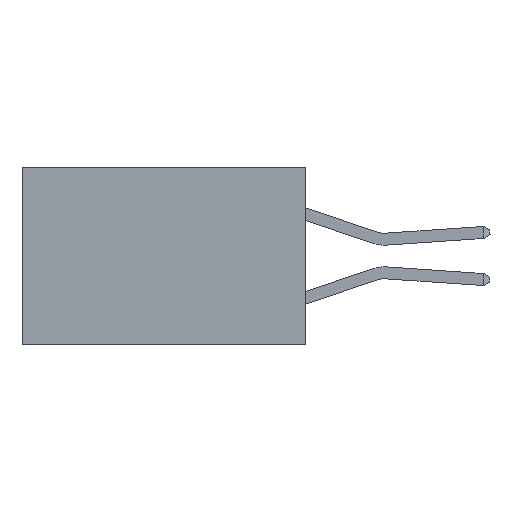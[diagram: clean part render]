
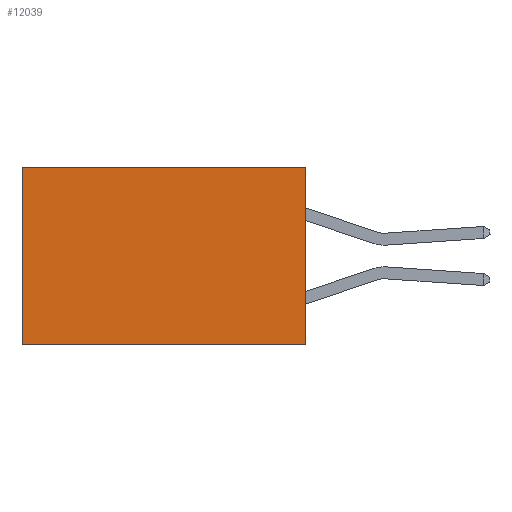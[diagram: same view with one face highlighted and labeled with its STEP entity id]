
A CAD part, left-side view. The second image highlights one B-rep face of the part: STEP entity #12039.
In plain terms, the highlighted planar face has unit normal (-1, 0, 0).
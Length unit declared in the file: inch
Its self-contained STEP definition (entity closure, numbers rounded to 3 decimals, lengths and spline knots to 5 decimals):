
#116 = VECTOR ( 'NONE', #19866, 39.37008 ) ;
#944 = VECTOR ( 'NONE', #6397, 39.37008 ) ;
#1029 = CARTESIAN_POINT ( 'NONE',  ( 0.277, 0., -0.37 ) ) ;
#1162 = DIRECTION ( 'NONE',  ( 0., 0., -1. ) ) ;
#1213 = VERTEX_POINT ( 'NONE', #19214 ) ;
#1331 = DIRECTION ( 'NONE',  ( 1., 0., 0. ) ) ;
#1640 = LINE ( 'NONE', #4116, #944 ) ;
#2489 = CARTESIAN_POINT ( 'NONE',  ( 0.277, 0., 0. ) ) ;
#4116 = CARTESIAN_POINT ( 'NONE',  ( 0.277, 0.59, -0.37 ) ) ;
#6039 = CARTESIAN_POINT ( 'NONE',  ( 0.277, 0., 0. ) ) ;
#6397 = DIRECTION ( 'NONE',  ( 0., 0., -1. ) ) ;
#7966 = VERTEX_POINT ( 'NONE', #15208 ) ;
#8523 = EDGE_CURVE ( 'NONE', #22760, #7966, #13865, .T. ) ;
#10613 = DIRECTION ( 'NONE',  ( 0., 1., 0. ) ) ;
#11146 = LINE ( 'NONE', #6039, #22316 ) ;
#11151 = CARTESIAN_POINT ( 'NONE',  ( 0.277, 0.59, -0.37 ) ) ;
#11294 = VERTEX_POINT ( 'NONE', #11151 ) ;
#12039 = ADVANCED_FACE ( 'NONE', ( #16507 ), #28004, .F. ) ;
#13123 = CARTESIAN_POINT ( 'NONE',  ( 0.277, 0., -0.37 ) ) ;
#13187 = ORIENTED_EDGE ( 'NONE', *, *, #27294, .T. ) ;
#13865 = LINE ( 'NONE', #1029, #20500 ) ;
#14899 = CARTESIAN_POINT ( 'NONE',  ( 0.277, 0., -0.37 ) ) ;
#14989 = AXIS2_PLACEMENT_3D ( 'NONE', #14899, #1331, #17153 ) ;
#15208 = CARTESIAN_POINT ( 'NONE',  ( 0.277, 0., -0.37 ) ) ;
#16507 = FACE_OUTER_BOUND ( 'NONE', #20732, .T. ) ;
#17037 = ORIENTED_EDGE ( 'NONE', *, *, #22563, .F. ) ;
#17153 = DIRECTION ( 'NONE',  ( 0., 0., -1. ) ) ;
#18126 = LINE ( 'NONE', #13123, #116 ) ;
#19214 = CARTESIAN_POINT ( 'NONE',  ( 0.277, 0.59, 0. ) ) ;
#19866 = DIRECTION ( 'NONE',  ( 0., 1., 0. ) ) ;
#20500 = VECTOR ( 'NONE', #1162, 39.37008 ) ;
#20732 = EDGE_LOOP ( 'NONE', ( #21865, #17037, #28602, #13187 ) ) ;
#21865 = ORIENTED_EDGE ( 'NONE', *, *, #26150, .T. ) ;
#22316 = VECTOR ( 'NONE', #10613, 39.37008 ) ;
#22563 = EDGE_CURVE ( 'NONE', #7966, #11294, #18126, .T. ) ;
#22760 = VERTEX_POINT ( 'NONE', #2489 ) ;
#26150 = EDGE_CURVE ( 'NONE', #1213, #11294, #1640, .T. ) ;
#27294 = EDGE_CURVE ( 'NONE', #22760, #1213, #11146, .T. ) ;
#28004 = PLANE ( 'NONE',  #14989 ) ;
#28602 = ORIENTED_EDGE ( 'NONE', *, *, #8523, .F. ) ;
